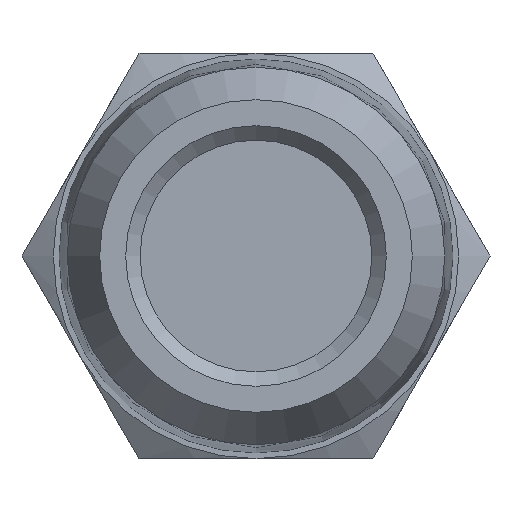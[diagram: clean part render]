
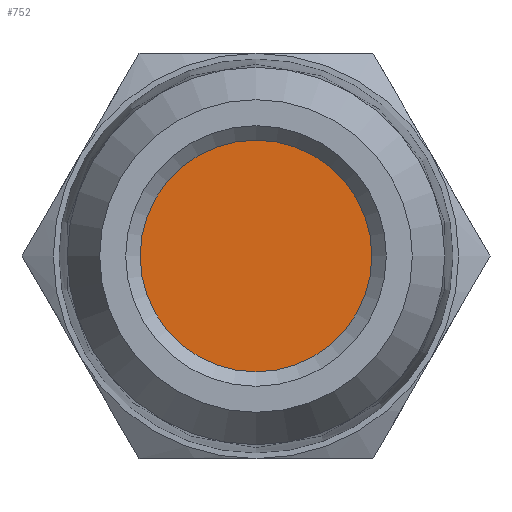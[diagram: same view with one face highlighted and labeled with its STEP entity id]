
A CAD part, front view. The second image highlights one B-rep face of the part: STEP entity #752.
In plain terms, the highlighted planar face has unit normal (0, -1, 0).
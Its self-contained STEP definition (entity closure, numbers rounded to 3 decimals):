
#83=PLANE('',#845);
#201=FACE_OUTER_BOUND('',#273,.T.);
#273=EDGE_LOOP('',(#672));
#284=CIRCLE('',#772,4.);
#323=VERTEX_POINT('',#1088);
#388=EDGE_CURVE('',#323,#323,#284,.T.);
#672=ORIENTED_EDGE('',*,*,#388,.F.);
#752=ADVANCED_FACE('',(#201),#83,.T.);
#772=AXIS2_PLACEMENT_3D('',#1089,#882,#883);
#845=AXIS2_PLACEMENT_3D('',#1350,#1050,#1051);
#882=DIRECTION('center_axis',(0.,1.,0.));
#883=DIRECTION('ref_axis',(0.,0.,-1.));
#1050=DIRECTION('center_axis',(0.,-1.,0.));
#1051=DIRECTION('ref_axis',(0.,0.,-1.));
#1088=CARTESIAN_POINT('',(-4.,4.9,0.));
#1089=CARTESIAN_POINT('Origin',(0.,4.9,
0.));
#1350=CARTESIAN_POINT('Origin',(0.,4.9,0.));
